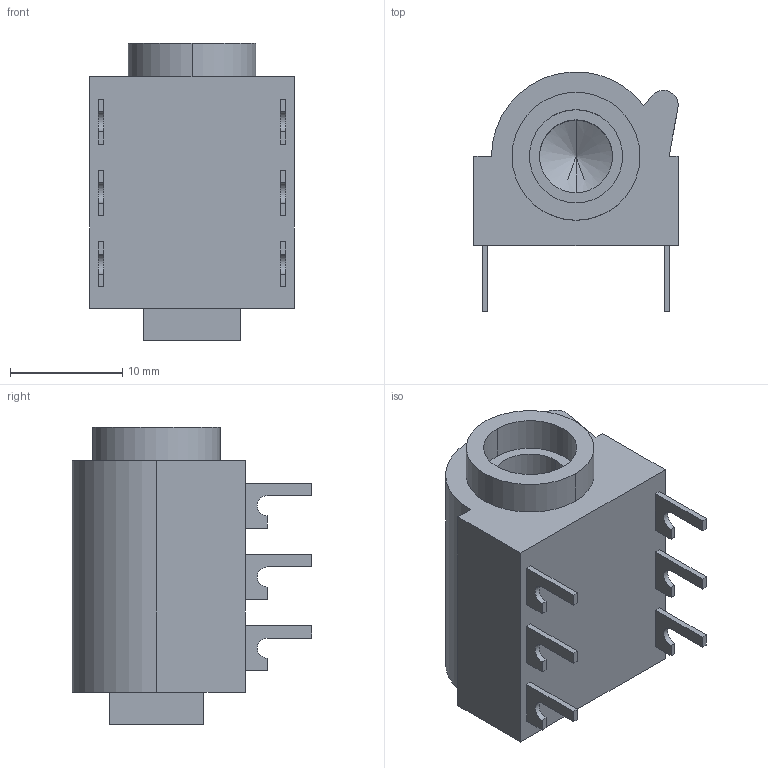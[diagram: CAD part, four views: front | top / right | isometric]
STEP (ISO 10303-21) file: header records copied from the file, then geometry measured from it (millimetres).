
FILE_DESCRIPTION((''),'2;1');
FILE_NAME('D-NMJ6HCD3','2013-05-24T',('odo'),(''),'PRO/ENGINEER BY PARAMETRIC TECHNOLOGY CORPORATION, 2011310','PRO/ENGINEER BY PARAMETRIC TECHNOLOGY CORPORATION, 2011310','');
FILE_SCHEMA(('AUTOMOTIVE_DESIGN_CC2 { 1 2 10303 214 -1 1 5 2 }'));
Length unit declared in the file: millimetre
Products named in the file (1): D-NMJ6HCD3
Bounding box: 18.2 x 21.35 x 26.53 mm (x, y, z)
Volume: 4678.9 mm3; surface area: 2711.2 mm2
Topology: 1 solids, 1 shells, 74 faces, 191 edges, 127 vertices
Faces by surface type: plane 58, cylinder 14, cone 2
Entity records: 2450 total; most frequent: CARTESIAN_POINT 390, ORIENTED_EDGE 378, DIRECTION 367, COLOUR_RGB 209, EDGE_CURVE 189, VECTOR 159, LINE 159, VERTEX_POINT 127
